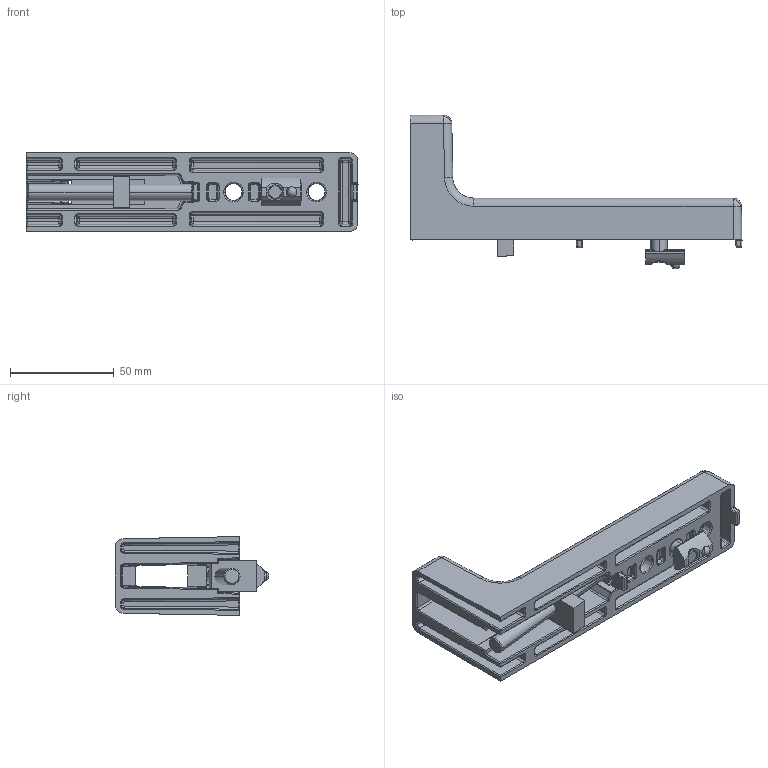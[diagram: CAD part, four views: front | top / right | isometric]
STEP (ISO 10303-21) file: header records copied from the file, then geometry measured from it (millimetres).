
FILE_DESCRIPTION (( 'STEP AP214' ), '1' );
FILE_NAME ('093b1601n08ss05.STEP', '2014-09-09T06:42:59', ( '' ), ( '' ), 'SwSTEP 2.0', 'SolidWorks 2014', '' );
FILE_SCHEMA (( 'AUTOMOTIVE_DESIGN' ));
Length unit declared in the file: inch
Products named in the file (1): 093b1601n08ss05
Bounding box: 160.12 x 74.09 x 38 mm (x, y, z)
Volume: 82136.8 mm3; surface area: 47466.4 mm2
Topology: 7 solids, 7 shells, 563 faces, 1353 edges, 784 vertices
Faces by surface type: cylinder 226, bspline 187, plane 130, cone 20
Entity records: 30503 total; most frequent: CARTESIAN_POINT 11602, ORIENTED_EDGE 2654, DIRECTION 2006, EDGE_CURVE 1327, VERTEX_POINT 784, AXIS2_PLACEMENT_3D 722, EDGE_LOOP 587, DIMENSIONAL_EXPONENTS 572
